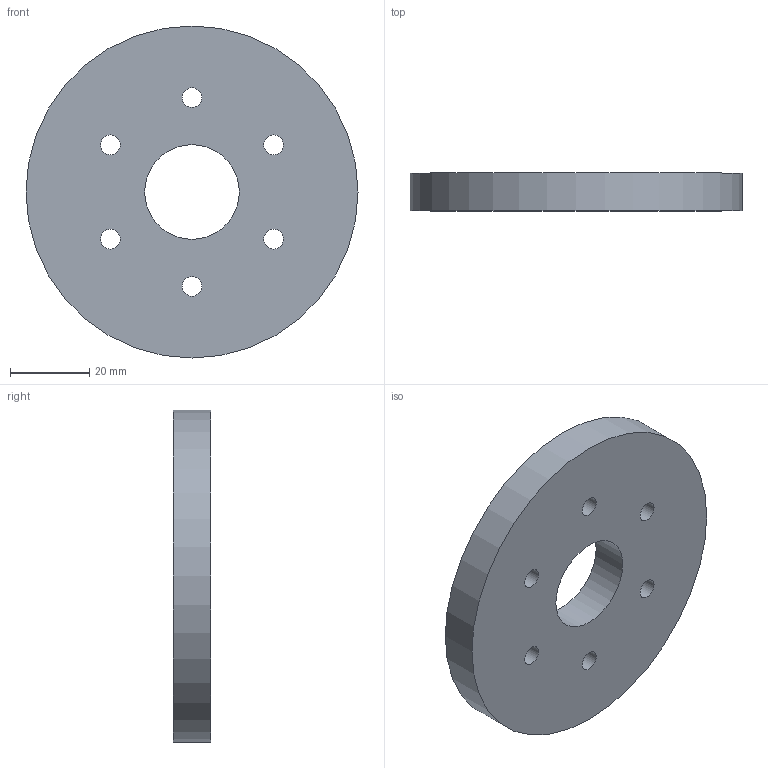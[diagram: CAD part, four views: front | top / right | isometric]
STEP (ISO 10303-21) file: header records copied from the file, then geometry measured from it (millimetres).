
FILE_DESCRIPTION (( 'STEP AP214' ), '1' );
FILE_NAME ('am-4019 Stealth Wheel FlyWheel.STEP', '2021-12-14T19:44:58', ( '' ), ( '' ), 'SwSTEP 2.0', 'SolidWorks 2021', '' );
FILE_SCHEMA (( 'AUTOMOTIVE_DESIGN' ));
Length unit declared in the file: inch
Products named in the file (1): am-4019 Stealth Wheel FlyWheel
Bounding box: 83.82 x 9.53 x 83.82 mm (x, y, z)
Volume: 47182.3 mm3; surface area: 14023.5 mm2
Topology: 1 solids, 1 shells, 10 faces, 24 edges, 16 vertices
Faces by surface type: cylinder 8, plane 2
Full cylindrical faces by diameter (mm): 4.978 x6, 23.876 x1, 83.82 x1
Entity records: 332 total; most frequent: DIRECTION 54, CARTESIAN_POINT 43, ORIENTED_EDGE 32, EDGE_LOOP 32, AXIS2_PLACEMENT_3D 27, FACE_OUTER_BOUND 18, VERTEX_POINT 16, CIRCLE 16
